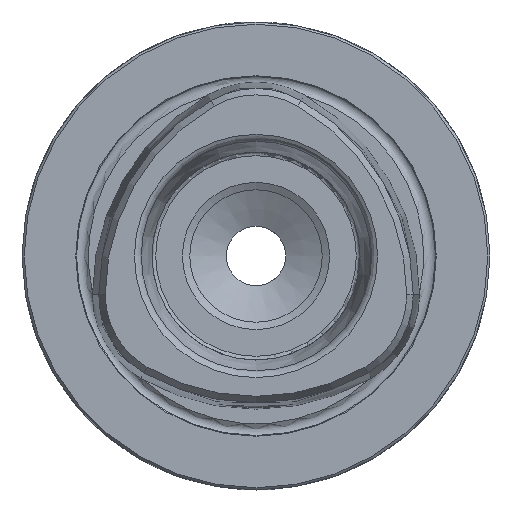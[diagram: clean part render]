
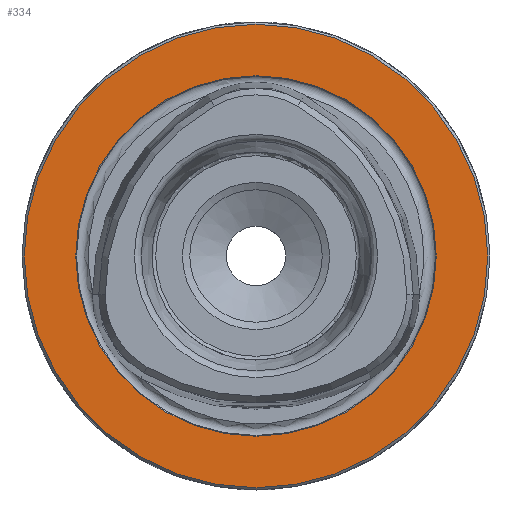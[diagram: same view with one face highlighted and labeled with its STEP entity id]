
A CAD part, left-side view. The second image highlights one B-rep face of the part: STEP entity #334.
In plain terms, the highlighted planar face has unit normal (-1, 0, 0).
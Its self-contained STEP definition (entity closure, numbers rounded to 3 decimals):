
#334 = ADVANCED_FACE( '', ( #714, #715 ), #716, .T. );
#714 = FACE_OUTER_BOUND( '', #1095, .T. );
#715 = FACE_BOUND( '', #1096, .T. );
#716 = PLANE( '', #1097 );
#1095 = EDGE_LOOP( '', ( #1923 ) );
#1096 = EDGE_LOOP( '', ( #1924 ) );
#1097 = AXIS2_PLACEMENT_3D( '', #1925, #1926, #1927 );
#1923 = ORIENTED_EDGE( '', *, *, #2262, .T. );
#1924 = ORIENTED_EDGE( '', *, *, #2205, .F. );
#1925 = CARTESIAN_POINT( '', ( 0., 0., 24.2 ) );
#1926 = DIRECTION( '', ( -1., 0., 0. ) );
#1927 = DIRECTION( '', ( 0., 0., 1. ) );
#2205 = EDGE_CURVE( '', #2656, #2656, #2657, .T. );
#2262 = EDGE_CURVE( '', #2721, #2721, #2722, .T. );
#2656 = VERTEX_POINT( '', #3907 );
#2657 = CIRCLE( '', #3908, 24.264 );
#2721 = VERTEX_POINT( '', #3989 );
#2722 = CIRCLE( '', #3990, 31.2 );
#3907 = CARTESIAN_POINT( '', ( 0., 0., 24.264 ) );
#3908 = AXIS2_PLACEMENT_3D( '', #4278, #4279, #4280 );
#3989 = CARTESIAN_POINT( '', ( 0., 0., 31.2 ) );
#3990 = AXIS2_PLACEMENT_3D( '', #4335, #4336, #4337 );
#4278 = CARTESIAN_POINT( '', ( 0., 0., 0. ) );
#4279 = DIRECTION( '', ( -1., 0., 0. ) );
#4280 = DIRECTION( '', ( 0., 0., 1. ) );
#4335 = CARTESIAN_POINT( '', ( 0., 0., 0. ) );
#4336 = DIRECTION( '', ( -1., 0., 0. ) );
#4337 = DIRECTION( '', ( 0., 0., 1. ) );
